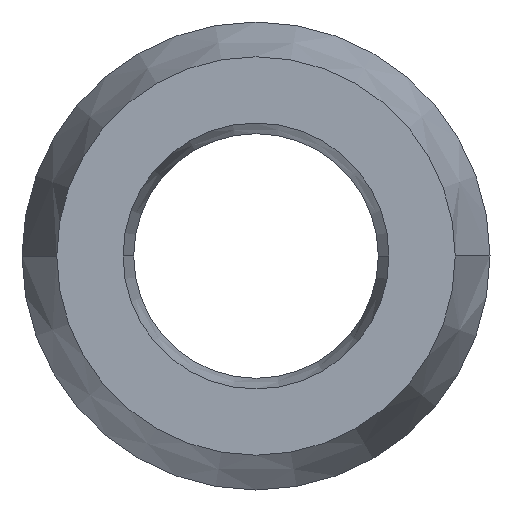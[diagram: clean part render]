
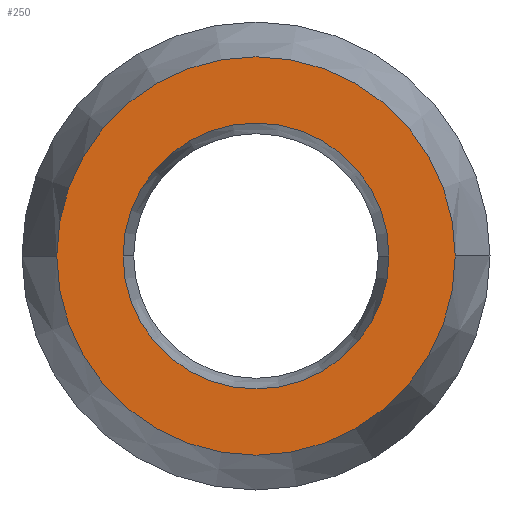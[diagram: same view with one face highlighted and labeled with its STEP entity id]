
A CAD part, left-side view. The second image highlights one B-rep face of the part: STEP entity #250.
In plain terms, the highlighted planar face has unit normal (-1, 0, 0).
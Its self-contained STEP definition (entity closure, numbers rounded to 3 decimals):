
#10 = DIRECTION ( 'NONE',  ( -1., 0., 0. ) ) ;
#20 = FACE_BOUND ( 'NONE', #272, .T. ) ;
#30 = DIRECTION ( 'NONE',  ( 0., -1., 0. ) ) ;
#34 = DIRECTION ( 'NONE',  ( -1., 0., 0. ) ) ;
#49 = VERTEX_POINT ( 'NONE', #753 ) ;
#59 = AXIS2_PLACEMENT_3D ( 'NONE', #384, #74, #323 ) ;
#74 = DIRECTION ( 'NONE',  ( -1., 0., 0. ) ) ;
#81 = VERTEX_POINT ( 'NONE', #687 ) ;
#146 = CARTESIAN_POINT ( 'NONE',  ( -43.547, 0., 0. ) ) ;
#149 = DIRECTION ( 'NONE',  ( -1., 0., 0. ) ) ;
#179 = AXIS2_PLACEMENT_3D ( 'NONE', #274, #786, #30 ) ;
#184 = EDGE_CURVE ( 'NONE', #81, #407, #493, .T. ) ;
#208 = ORIENTED_EDGE ( 'NONE', *, *, #349, .F. ) ;
#213 = ORIENTED_EDGE ( 'NONE', *, *, #669, .T. ) ;
#240 = CIRCLE ( 'NONE', #817, 12.5 ) ;
#250 = ADVANCED_FACE ( 'NONE', ( #521, #20 ), #722, .T. ) ;
#268 = EDGE_CURVE ( 'NONE', #462, #49, #481, .T. ) ;
#269 = AXIS2_PLACEMENT_3D ( 'NONE', #514, #34, #451 ) ;
#272 = EDGE_LOOP ( 'NONE', ( #544, #208 ) ) ;
#274 = CARTESIAN_POINT ( 'NONE',  ( -43.547, 0., 0. ) ) ;
#285 = CARTESIAN_POINT ( 'NONE',  ( -43.547, -12.5, 0. ) ) ;
#296 = CIRCLE ( 'NONE', #401, 18.732 ) ;
#300 = EDGE_LOOP ( 'NONE', ( #718, #213 ) ) ;
#323 = DIRECTION ( 'NONE',  ( 0., -1., 0. ) ) ;
#349 = EDGE_CURVE ( 'NONE', #49, #462, #240, .T. ) ;
#384 = CARTESIAN_POINT ( 'NONE',  ( -43.547, 0., 0. ) ) ;
#391 = DIRECTION ( 'NONE',  ( 0., -1., 0. ) ) ;
#401 = AXIS2_PLACEMENT_3D ( 'NONE', #783, #10, #755 ) ;
#407 = VERTEX_POINT ( 'NONE', #449 ) ;
#449 = CARTESIAN_POINT ( 'NONE',  ( -43.547, -18.732, 0. ) ) ;
#451 = DIRECTION ( 'NONE',  ( 0., -1., 0. ) ) ;
#462 = VERTEX_POINT ( 'NONE', #285 ) ;
#481 = CIRCLE ( 'NONE', #179, 12.5 ) ;
#493 = CIRCLE ( 'NONE', #59, 18.732 ) ;
#514 = CARTESIAN_POINT ( 'NONE',  ( -43.547, 0., 0. ) ) ;
#521 = FACE_OUTER_BOUND ( 'NONE', #300, .T. ) ;
#544 = ORIENTED_EDGE ( 'NONE', *, *, #268, .F. ) ;
#669 = EDGE_CURVE ( 'NONE', #407, #81, #296, .T. ) ;
#687 = CARTESIAN_POINT ( 'NONE',  ( -43.547, 18.732, 0. ) ) ;
#718 = ORIENTED_EDGE ( 'NONE', *, *, #184, .T. ) ;
#722 = PLANE ( 'NONE',  #269 ) ;
#753 = CARTESIAN_POINT ( 'NONE',  ( -43.547, 12.5, 0. ) ) ;
#755 = DIRECTION ( 'NONE',  ( 0., -1., 0. ) ) ;
#783 = CARTESIAN_POINT ( 'NONE',  ( -43.547, 0., 0. ) ) ;
#786 = DIRECTION ( 'NONE',  ( -1., 0., 0. ) ) ;
#817 = AXIS2_PLACEMENT_3D ( 'NONE', #146, #149, #391 ) ;
